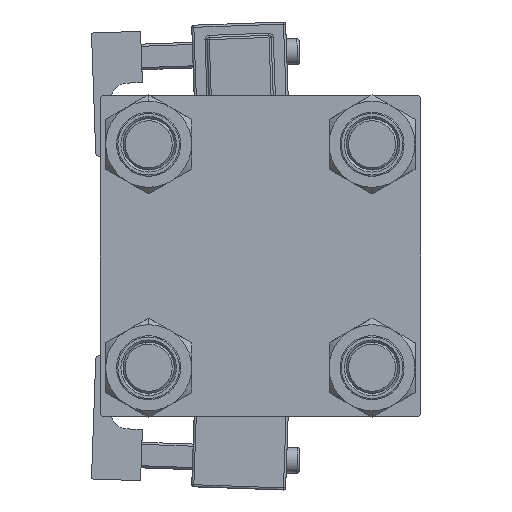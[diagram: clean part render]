
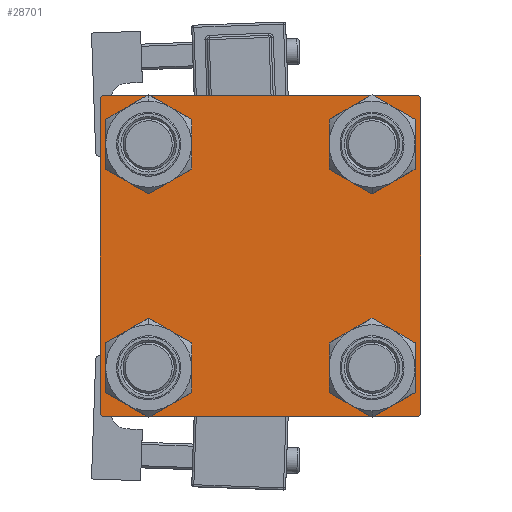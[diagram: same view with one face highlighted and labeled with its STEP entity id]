
A CAD part, left-side view. The second image highlights one B-rep face of the part: STEP entity #28701.
In plain terms, the highlighted planar face has unit normal (-1, 0, 0).
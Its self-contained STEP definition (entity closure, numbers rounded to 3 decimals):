
#61 = ORIENTED_EDGE ( 'NONE', *, *, #32110, .T. ) ;
#216 = EDGE_CURVE ( 'NONE', #16926, #44894, #44631, .T. ) ;
#269 = CARTESIAN_POINT ( 'NONE',  ( 0., 37.5, 37.5 ) ) ;
#606 = EDGE_CURVE ( 'NONE', #46222, #44894, #16340, .T. ) ;
#835 = DIRECTION ( 'NONE',  ( 1., 0., 0. ) ) ;
#1155 = EDGE_CURVE ( 'NONE', #19688, #5553, #24170, .T. ) ;
#1345 = DIRECTION ( 'NONE',  ( 0., -1., 0. ) ) ;
#1848 = CARTESIAN_POINT ( 'NONE',  ( 0., 37.5, 37. ) ) ;
#3034 = VECTOR ( 'NONE', #26722, 1000. ) ;
#3283 = ORIENTED_EDGE ( 'NONE', *, *, #41432, .T. ) ;
#3288 = CARTESIAN_POINT ( 'NONE',  ( 0., 26.15, 19.65 ) ) ;
#3513 = ORIENTED_EDGE ( 'NONE', *, *, #216, .F. ) ;
#3686 = ORIENTED_EDGE ( 'NONE', *, *, #34066, .T. ) ;
#3876 = CARTESIAN_POINT ( 'NONE',  ( 0., 37.25, -37.25 ) ) ;
#4105 = DIRECTION ( 'NONE',  ( 1., 0., 0. ) ) ;
#4800 = CIRCLE ( 'NONE', #36341, 6.5 ) ;
#5094 = DIRECTION ( 'NONE',  ( 0., 0., 1. ) ) ;
#5553 = VERTEX_POINT ( 'NONE', #26611 ) ;
#5616 = CARTESIAN_POINT ( 'NONE',  ( 0., -37.25, 37.25 ) ) ;
#5752 = AXIS2_PLACEMENT_3D ( 'NONE', #31401, #35774, #48106 ) ;
#6591 = CARTESIAN_POINT ( 'NONE',  ( 0., -26.15, 32.65 ) ) ;
#7592 = AXIS2_PLACEMENT_3D ( 'NONE', #45749, #4105, #24941 ) ;
#7910 = EDGE_CURVE ( 'NONE', #53569, #36537, #15934, .T. ) ;
#8077 = AXIS2_PLACEMENT_3D ( 'NONE', #28236, #18943, #11231 ) ;
#9969 = VERTEX_POINT ( 'NONE', #48822 ) ;
#10441 = DIRECTION ( 'NONE',  ( 0., 0., 1. ) ) ;
#10496 = DIRECTION ( 'NONE',  ( 1., 0., 0. ) ) ;
#10707 = AXIS2_PLACEMENT_3D ( 'NONE', #41718, #20899, #37599 ) ;
#11116 = CARTESIAN_POINT ( 'NONE',  ( 0., 37.25, 37.25 ) ) ;
#11231 = DIRECTION ( 'NONE',  ( 0., 0., 1. ) ) ;
#12362 = FACE_BOUND ( 'NONE', #19289, .T. ) ;
#12511 = ORIENTED_EDGE ( 'NONE', *, *, #13811, .T. ) ;
#13143 = VECTOR ( 'NONE', #20793, 1000. ) ;
#13522 = EDGE_CURVE ( 'NONE', #44966, #19688, #50749, .T. ) ;
#13811 = EDGE_CURVE ( 'NONE', #40427, #38671, #4800, .T. ) ;
#14567 = ORIENTED_EDGE ( 'NONE', *, *, #606, .T. ) ;
#14686 = EDGE_LOOP ( 'NONE', ( #21633, #48143 ) ) ;
#14703 = DIRECTION ( 'NONE',  ( 0., 0.707, -0.707 ) ) ;
#15197 = VERTEX_POINT ( 'NONE', #27080 ) ;
#15297 = ORIENTED_EDGE ( 'NONE', *, *, #18409, .T. ) ;
#15829 = ORIENTED_EDGE ( 'NONE', *, *, #1155, .T. ) ;
#15934 = CIRCLE ( 'NONE', #8077, 6.5 ) ;
#16340 = LINE ( 'NONE', #29214, #20168 ) ;
#16926 = VERTEX_POINT ( 'NONE', #42799 ) ;
#16965 = DIRECTION ( 'NONE',  ( 0., 0., 1. ) ) ;
#17187 = VERTEX_POINT ( 'NONE', #41230 ) ;
#17504 = ORIENTED_EDGE ( 'NONE', *, *, #13522, .T. ) ;
#18409 = EDGE_CURVE ( 'NONE', #38671, #40427, #45233, .T. ) ;
#18943 = DIRECTION ( 'NONE',  ( 1., 0., 0. ) ) ;
#18962 = DIRECTION ( 'NONE',  ( 1., 0., 0. ) ) ;
#19289 = EDGE_LOOP ( 'NONE', ( #38692, #32466 ) ) ;
#19472 = EDGE_CURVE ( 'NONE', #15197, #20581, #54062, .T. ) ;
#19688 = VERTEX_POINT ( 'NONE', #52331 ) ;
#20168 = VECTOR ( 'NONE', #28936, 1000. ) ;
#20581 = VERTEX_POINT ( 'NONE', #34334 ) ;
#20763 = AXIS2_PLACEMENT_3D ( 'NONE', #30541, #10496, #31090 ) ;
#20793 = DIRECTION ( 'NONE',  ( 0., 0., -1. ) ) ;
#20899 = DIRECTION ( 'NONE',  ( -1., 0., 0. ) ) ;
#21537 = CIRCLE ( 'NONE', #5752, 6.5 ) ;
#21633 = ORIENTED_EDGE ( 'NONE', *, *, #45298, .T. ) ;
#22834 = VECTOR ( 'NONE', #32393, 1000. ) ;
#23806 = CARTESIAN_POINT ( 'NONE',  ( 0., -37.5, 37.5 ) ) ;
#24170 = LINE ( 'NONE', #3876, #22834 ) ;
#24941 = DIRECTION ( 'NONE',  ( 0., 0., 1. ) ) ;
#26109 = AXIS2_PLACEMENT_3D ( 'NONE', #33189, #835, #37831 ) ;
#26611 = CARTESIAN_POINT ( 'NONE',  ( 0., 37., -37.5 ) ) ;
#26722 = DIRECTION ( 'NONE',  ( 0., 0.707, 0.707 ) ) ;
#27080 = CARTESIAN_POINT ( 'NONE',  ( 0., 26.15, -32.65 ) ) ;
#27959 = CARTESIAN_POINT ( 'NONE',  ( 0., -26.15, 19.65 ) ) ;
#28236 = CARTESIAN_POINT ( 'NONE',  ( 0., 26.15, 26.15 ) ) ;
#28345 = CARTESIAN_POINT ( 'NONE',  ( 0., 37., 37.5 ) ) ;
#28701 = ADVANCED_FACE ( 'NONE', ( #54075, #41447, #49941, #12362, #29394 ), #29112, .T. ) ;
#28753 = AXIS2_PLACEMENT_3D ( 'NONE', #42637, #39069, #5094 ) ;
#28824 = DIRECTION ( 'NONE',  ( 0., 0., -1. ) ) ;
#28936 = DIRECTION ( 'NONE',  ( 0., -0.707, 0.707 ) ) ;
#29112 = PLANE ( 'NONE',  #10707 ) ;
#29214 = CARTESIAN_POINT ( 'NONE',  ( 0., -37.25, -37.25 ) ) ;
#29394 = FACE_OUTER_BOUND ( 'NONE', #48310, .T. ) ;
#29914 = CARTESIAN_POINT ( 'NONE',  ( 0., 37.5, 37.5 ) ) ;
#29985 = VECTOR ( 'NONE', #1345, 1000. ) ;
#30360 = VERTEX_POINT ( 'NONE', #46113 ) ;
#30541 = CARTESIAN_POINT ( 'NONE',  ( 0., -26.15, 26.15 ) ) ;
#31090 = DIRECTION ( 'NONE',  ( 0., 0., 1. ) ) ;
#31108 = LINE ( 'NONE', #5616, #3034 ) ;
#31401 = CARTESIAN_POINT ( 'NONE',  ( 0., 26.15, 26.15 ) ) ;
#31905 = VECTOR ( 'NONE', #34287, 1000. ) ;
#32110 = EDGE_CURVE ( 'NONE', #5553, #46222, #33473, .T. ) ;
#32393 = DIRECTION ( 'NONE',  ( 0., -0.707, -0.707 ) ) ;
#32466 = ORIENTED_EDGE ( 'NONE', *, *, #39710, .T. ) ;
#33189 = CARTESIAN_POINT ( 'NONE',  ( 0., -26.15, -26.15 ) ) ;
#33473 = LINE ( 'NONE', #50476, #31905 ) ;
#34066 = EDGE_CURVE ( 'NONE', #16926, #17187, #31108, .T. ) ;
#34287 = DIRECTION ( 'NONE',  ( 0., -1., 0. ) ) ;
#34334 = CARTESIAN_POINT ( 'NONE',  ( 0., 26.15, -19.65 ) ) ;
#34749 = CIRCLE ( 'NONE', #7592, 6.5 ) ;
#34791 = LINE ( 'NONE', #269, #29985 ) ;
#35451 = EDGE_LOOP ( 'NONE', ( #47351, #3283 ) ) ;
#35774 = DIRECTION ( 'NONE',  ( 1., 0., 0. ) ) ;
#36341 = AXIS2_PLACEMENT_3D ( 'NONE', #42167, #37787, #16965 ) ;
#36537 = VERTEX_POINT ( 'NONE', #3288 ) ;
#37056 = VERTEX_POINT ( 'NONE', #28345 ) ;
#37599 = DIRECTION ( 'NONE',  ( 0., 0., 1. ) ) ;
#37787 = DIRECTION ( 'NONE',  ( 1., 0., 0. ) ) ;
#37831 = DIRECTION ( 'NONE',  ( 0., 0., 1. ) ) ;
#38324 = CARTESIAN_POINT ( 'NONE',  ( 0., -37.5, -37. ) ) ;
#38671 = VERTEX_POINT ( 'NONE', #27959 ) ;
#38692 = ORIENTED_EDGE ( 'NONE', *, *, #7910, .T. ) ;
#39069 = DIRECTION ( 'NONE',  ( 1., 0., 0. ) ) ;
#39392 = ORIENTED_EDGE ( 'NONE', *, *, #50711, .T. ) ;
#39710 = EDGE_CURVE ( 'NONE', #36537, #53569, #21537, .T. ) ;
#40058 = CARTESIAN_POINT ( 'NONE',  ( 0., 26.15, -26.15 ) ) ;
#40427 = VERTEX_POINT ( 'NONE', #6591 ) ;
#41230 = CARTESIAN_POINT ( 'NONE',  ( 0., -37., 37.5 ) ) ;
#41432 = EDGE_CURVE ( 'NONE', #30360, #9969, #34749, .T. ) ;
#41447 = FACE_BOUND ( 'NONE', #35451, .T. ) ;
#41718 = CARTESIAN_POINT ( 'NONE',  ( 0., 0., 0. ) ) ;
#42167 = CARTESIAN_POINT ( 'NONE',  ( 0., -26.15, 26.15 ) ) ;
#42547 = AXIS2_PLACEMENT_3D ( 'NONE', #40058, #18962, #10441 ) ;
#42637 = CARTESIAN_POINT ( 'NONE',  ( 0., 26.15, -26.15 ) ) ;
#42671 = EDGE_LOOP ( 'NONE', ( #12511, #15297 ) ) ;
#42724 = CIRCLE ( 'NONE', #26109, 6.5 ) ;
#42784 = ORIENTED_EDGE ( 'NONE', *, *, #49162, .F. ) ;
#42799 = CARTESIAN_POINT ( 'NONE',  ( 0., -37.5, 37. ) ) ;
#44430 = EDGE_CURVE ( 'NONE', #9969, #30360, #42724, .T. ) ;
#44631 = LINE ( 'NONE', #23806, #13143 ) ;
#44894 = VERTEX_POINT ( 'NONE', #38324 ) ;
#44951 = VECTOR ( 'NONE', #14703, 1000. ) ;
#44966 = VERTEX_POINT ( 'NONE', #1848 ) ;
#45233 = CIRCLE ( 'NONE', #20763, 6.5 ) ;
#45298 = EDGE_CURVE ( 'NONE', #20581, #15197, #50642, .T. ) ;
#45749 = CARTESIAN_POINT ( 'NONE',  ( 0., -26.15, -26.15 ) ) ;
#46113 = CARTESIAN_POINT ( 'NONE',  ( 0., -26.15, -32.65 ) ) ;
#46222 = VERTEX_POINT ( 'NONE', #49724 ) ;
#47351 = ORIENTED_EDGE ( 'NONE', *, *, #44430, .T. ) ;
#47859 = CARTESIAN_POINT ( 'NONE',  ( 0., 26.15, 32.65 ) ) ;
#48106 = DIRECTION ( 'NONE',  ( 0., 0., 1. ) ) ;
#48143 = ORIENTED_EDGE ( 'NONE', *, *, #19472, .T. ) ;
#48310 = EDGE_LOOP ( 'NONE', ( #17504, #15829, #61, #14567, #3513, #3686, #42784, #39392 ) ) ;
#48410 = LINE ( 'NONE', #11116, #44951 ) ;
#48822 = CARTESIAN_POINT ( 'NONE',  ( 0., -26.15, -19.65 ) ) ;
#49162 = EDGE_CURVE ( 'NONE', #37056, #17187, #34791, .T. ) ;
#49435 = VECTOR ( 'NONE', #28824, 1000. ) ;
#49724 = CARTESIAN_POINT ( 'NONE',  ( 0., -37., -37.5 ) ) ;
#49941 = FACE_BOUND ( 'NONE', #14686, .T. ) ;
#50476 = CARTESIAN_POINT ( 'NONE',  ( 0., 37.5, -37.5 ) ) ;
#50642 = CIRCLE ( 'NONE', #28753, 6.5 ) ;
#50711 = EDGE_CURVE ( 'NONE', #37056, #44966, #48410, .T. ) ;
#50749 = LINE ( 'NONE', #29914, #49435 ) ;
#52331 = CARTESIAN_POINT ( 'NONE',  ( 0., 37.5, -37. ) ) ;
#53569 = VERTEX_POINT ( 'NONE', #47859 ) ;
#54062 = CIRCLE ( 'NONE', #42547, 6.5 ) ;
#54075 = FACE_BOUND ( 'NONE', #42671, .T. ) ;
